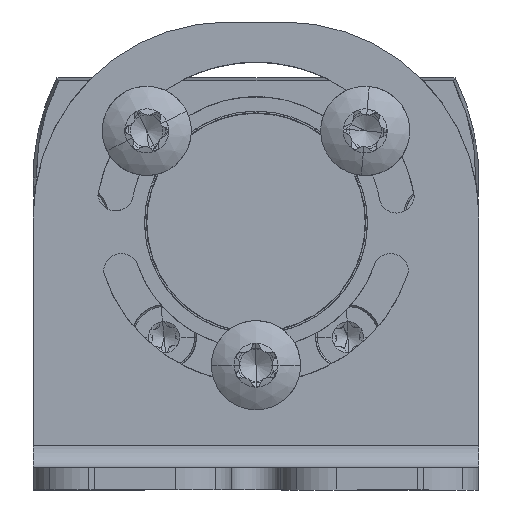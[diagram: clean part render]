
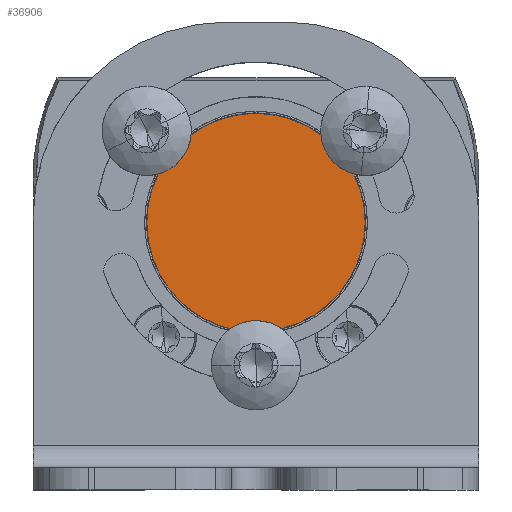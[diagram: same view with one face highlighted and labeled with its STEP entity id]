
A CAD part, front view. The second image highlights one B-rep face of the part: STEP entity #36906.
In plain terms, the highlighted planar face has unit normal (0, -1, 0).
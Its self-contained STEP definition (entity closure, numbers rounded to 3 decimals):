
#34956=AXIS2_PLACEMENT_3D('Circle Axis2P3D',#34954,#34955,$) ;
#34978=AXIS2_PLACEMENT_3D('Circle Axis2P3D',#34976,#34977,$) ;
#35442=AXIS2_PLACEMENT_3D('Circle Axis2P3D',#35440,#35441,$) ;
#36070=AXIS2_PLACEMENT_3D('Circle Axis2P3D',#36068,#36069,$) ;
#36827=AXIS2_PLACEMENT_3D('Plane Axis2P3D',#36824,#36825,#36826) ;
#34918=CARTESIAN_POINT('Vertex',(19.991,23.,15.2)) ;
#34951=CARTESIAN_POINT('Vertex',(22.299,23.,14.475)) ;
#34954=CARTESIAN_POINT('Axis2P3D Location',(20.002,23.,11.2)) ;
#34976=CARTESIAN_POINT('Axis2P3D Location',(20.002,23.,11.2)) ;
#34980=CARTESIAN_POINT('Vertex',(17.706,23.,14.475)) ;
#35437=CARTESIAN_POINT('Vertex',(11.23,23.,28.363)) ;
#35440=CARTESIAN_POINT('Axis2P3D Location',(10.197,23.,32.228)) ;
#35444=CARTESIAN_POINT('Vertex',(11.981,23.,28.648)) ;
#35955=CARTESIAN_POINT('Control Point',(14.182,23.,31.881)) ;
#35956=CARTESIAN_POINT('Control Point',(14.094,23.,30.863)) ;
#35957=CARTESIAN_POINT('Control Point',(13.657,23.,29.873)) ;
#35958=CARTESIAN_POINT('Control Point',(12.896,23.,29.103)) ;
#35959=CARTESIAN_POINT('Control Point',(11.981,23.,28.648)) ;
#35960=CARTESIAN_POINT('Vertex',(14.182,23.,31.881)) ;
#36065=CARTESIAN_POINT('Vertex',(25.823,23.,31.881)) ;
#36068=CARTESIAN_POINT('Axis2P3D Location',(29.808,23.,32.228)) ;
#36072=CARTESIAN_POINT('Vertex',(28.775,23.,28.363)) ;
#36824=CARTESIAN_POINT('Axis2P3D Location',(20.002,23.,24.)) ;
#36830=CARTESIAN_POINT('Control Point',(11.23,23.,28.363)) ;
#36831=CARTESIAN_POINT('Control Point',(10.827,23.,27.554)) ;
#36832=CARTESIAN_POINT('Control Point',(10.518,23.,26.697)) ;
#36833=CARTESIAN_POINT('Control Point',(10.309,23.,25.809)) ;
#36834=CARTESIAN_POINT('Control Point',(10.205,23.,24.904)) ;
#36835=CARTESIAN_POINT('Control Point',(10.205,23.,24.)) ;
#36836=CARTESIAN_POINT('Vertex',(10.205,23.,24.)) ;
#36840=CARTESIAN_POINT('Control Point',(10.205,23.,24.)) ;
#36841=CARTESIAN_POINT('Control Point',(10.205,23.,23.08)) ;
#36842=CARTESIAN_POINT('Control Point',(10.313,23.,22.16)) ;
#36843=CARTESIAN_POINT('Control Point',(10.529,23.,21.257)) ;
#36844=CARTESIAN_POINT('Control Point',(11.169,23.,19.518)) ;
#36845=CARTESIAN_POINT('Control Point',(12.194,23.,17.975)) ;
#36846=CARTESIAN_POINT('Control Point',(12.795,23.,17.267)) ;
#36847=CARTESIAN_POINT('Control Point',(14.045,23.,16.106)) ;
#36848=CARTESIAN_POINT('Control Point',(15.512,23.,15.24)) ;
#36849=CARTESIAN_POINT('Control Point',(16.219,23.,14.913)) ;
#36850=CARTESIAN_POINT('Control Point',(16.953,23.,14.657)) ;
#36851=CARTESIAN_POINT('Control Point',(17.706,23.,14.475)) ;
#36854=CARTESIAN_POINT('Control Point',(22.299,23.,14.475)) ;
#36855=CARTESIAN_POINT('Control Point',(23.193,23.,14.691)) ;
#36856=CARTESIAN_POINT('Control Point',(24.062,23.,15.012)) ;
#36857=CARTESIAN_POINT('Control Point',(24.89,23.,15.433)) ;
#36858=CARTESIAN_POINT('Control Point',(26.43,23.,16.463)) ;
#36859=CARTESIAN_POINT('Control Point',(27.69,23.,17.821)) ;
#36860=CARTESIAN_POINT('Control Point',(28.237,23.,18.572)) ;
#36861=CARTESIAN_POINT('Control Point',(29.073,23.,20.059)) ;
#36862=CARTESIAN_POINT('Control Point',(29.571,23.,21.687)) ;
#36863=CARTESIAN_POINT('Control Point',(29.724,23.,22.451)) ;
#36864=CARTESIAN_POINT('Control Point',(29.8,23.,23.226)) ;
#36865=CARTESIAN_POINT('Control Point',(29.8,23.,24.)) ;
#36866=CARTESIAN_POINT('Vertex',(29.8,23.,24.)) ;
#36870=CARTESIAN_POINT('Control Point',(29.8,23.,24.)) ;
#36871=CARTESIAN_POINT('Control Point',(29.8,23.,24.146)) ;
#36872=CARTESIAN_POINT('Control Point',(29.797,23.,24.291)) ;
#36873=CARTESIAN_POINT('Control Point',(29.792,23.,24.437)) ;
#36874=CARTESIAN_POINT('Control Point',(29.742,23.,25.34)) ;
#36875=CARTESIAN_POINT('Control Point',(29.587,23.,26.236)) ;
#36876=CARTESIAN_POINT('Control Point',(29.385,23.,26.972)) ;
#36877=CARTESIAN_POINT('Control Point',(29.113,23.,27.684)) ;
#36878=CARTESIAN_POINT('Control Point',(28.775,23.,28.363)) ;
#36881=CARTESIAN_POINT('Control Point',(25.823,23.,31.881)) ;
#36882=CARTESIAN_POINT('Control Point',(25.083,23.,32.428)) ;
#36883=CARTESIAN_POINT('Control Point',(24.278,23.,32.888)) ;
#36884=CARTESIAN_POINT('Control Point',(23.424,23.,33.25)) ;
#36885=CARTESIAN_POINT('Control Point',(21.645,23.,33.769)) ;
#36886=CARTESIAN_POINT('Control Point',(19.794,23.,33.861)) ;
#36887=CARTESIAN_POINT('Control Point',(18.868,23.,33.797)) ;
#36888=CARTESIAN_POINT('Control Point',(17.312,23.,33.504)) ;
#36889=CARTESIAN_POINT('Control Point',(15.849,23.,32.91)) ;
#36890=CARTESIAN_POINT('Control Point',(15.265,23.,32.613)) ;
#36891=CARTESIAN_POINT('Control Point',(14.707,23.,32.269)) ;
#36892=CARTESIAN_POINT('Control Point',(14.182,23.,31.881)) ;
#34955=DIRECTION('Axis2P3D Direction',(0.,1.,0.)) ;
#34977=DIRECTION('Axis2P3D Direction',(0.,1.,0.)) ;
#35441=DIRECTION('Axis2P3D Direction',(0.,1.,0.)) ;
#36069=DIRECTION('Axis2P3D Direction',(0.,1.,0.)) ;
#36825=DIRECTION('Axis2P3D Direction',(0.,1.,0.)) ;
#36826=DIRECTION('Axis2P3D XDirection',(1.,0.,0.)) ;
#36895=ORIENTED_EDGE('',*,*,#35962,.T.) ;
#36896=ORIENTED_EDGE('',*,*,#35446,.T.) ;
#36897=ORIENTED_EDGE('',*,*,#36838,.T.) ;
#36898=ORIENTED_EDGE('',*,*,#36852,.T.) ;
#36899=ORIENTED_EDGE('',*,*,#34982,.T.) ;
#36900=ORIENTED_EDGE('',*,*,#34958,.T.) ;
#36901=ORIENTED_EDGE('',*,*,#36868,.T.) ;
#36902=ORIENTED_EDGE('',*,*,#36879,.T.) ;
#36903=ORIENTED_EDGE('',*,*,#36074,.T.) ;
#36904=ORIENTED_EDGE('',*,*,#36893,.T.) ;
#36906=ADVANCED_FACE('Hauptkoerper',(#36905),#36828,.F.) ;
#35954=B_SPLINE_CURVE_WITH_KNOTS('',4,(#35955,#35956,#35957,#35958,#35959),.UNSPECIFIED.,.F.,.U.,(5,5),(-2.044,2.044),.UNSPECIFIED.) ;
#36829=B_SPLINE_CURVE_WITH_KNOTS('',5,(#36830,#36831,#36832,#36833,#36834,#36835),.UNSPECIFIED.,.F.,.U.,(6,6),(0.,6.395),.UNSPECIFIED.) ;
#36839=B_SPLINE_CURVE_WITH_KNOTS('',5,(#36840,#36841,#36842,#36843,#36844,#36845,#36846,#36847,#36848,#36849,#36850,#36851),.UNSPECIFIED.,.F.,.U.,(6,3,3,6),(0.,6.506,13.012,18.487),.UNSPECIFIED.) ;
#36853=B_SPLINE_CURVE_WITH_KNOTS('',5,(#36854,#36855,#36856,#36857,#36858,#36859,#36860,#36861,#36862,#36863,#36864,#36865),.UNSPECIFIED.,.F.,.U.,(6,3,3,6),(0.,6.506,13.012,18.487),.UNSPECIFIED.) ;
#36869=B_SPLINE_CURVE_WITH_KNOTS('',5,(#36870,#36871,#36872,#36873,#36874,#36875,#36876,#36877,#36878),.UNSPECIFIED.,.F.,.U.,(6,3,6),(18.487,19.517,24.882),.UNSPECIFIED.) ;
#36880=B_SPLINE_CURVE_WITH_KNOTS('',5,(#36881,#36882,#36883,#36884,#36885,#36886,#36887,#36888,#36889,#36890,#36891,#36892),.UNSPECIFIED.,.F.,.U.,(6,3,3,6),(0.,6.506,13.012,17.627),.UNSPECIFIED.) ;
#34957=CIRCLE('generated circle',#34956,4.) ;
#34979=CIRCLE('generated circle',#34978,4.) ;
#35443=CIRCLE('generated circle',#35442,4.) ;
#36071=CIRCLE('generated circle',#36070,4.) ;
#34958=EDGE_CURVE('',#34919,#34952,#34957,.T.) ;
#34982=EDGE_CURVE('',#34981,#34919,#34979,.T.) ;
#35446=EDGE_CURVE('',#35445,#35438,#35443,.T.) ;
#35962=EDGE_CURVE('',#35961,#35445,#35954,.T.) ;
#36074=EDGE_CURVE('',#36073,#36066,#36071,.T.) ;
#36838=EDGE_CURVE('',#35438,#36837,#36829,.T.) ;
#36852=EDGE_CURVE('',#36837,#34981,#36839,.T.) ;
#36868=EDGE_CURVE('',#34952,#36867,#36853,.T.) ;
#36879=EDGE_CURVE('',#36867,#36073,#36869,.T.) ;
#36893=EDGE_CURVE('',#36066,#35961,#36880,.T.) ;
#36894=EDGE_LOOP('',(#36895,#36896,#36897,#36898,#36899,#36900,#36901,#36902,#36903,#36904)) ;
#36905=FACE_OUTER_BOUND('',#36894,.T.) ;
#36828=PLANE('',#36827) ;
#34919=VERTEX_POINT('',#34918) ;
#34952=VERTEX_POINT('',#34951) ;
#34981=VERTEX_POINT('',#34980) ;
#35438=VERTEX_POINT('',#35437) ;
#35445=VERTEX_POINT('',#35444) ;
#35961=VERTEX_POINT('',#35960) ;
#36066=VERTEX_POINT('',#36065) ;
#36073=VERTEX_POINT('',#36072) ;
#36837=VERTEX_POINT('',#36836) ;
#36867=VERTEX_POINT('',#36866) ;
